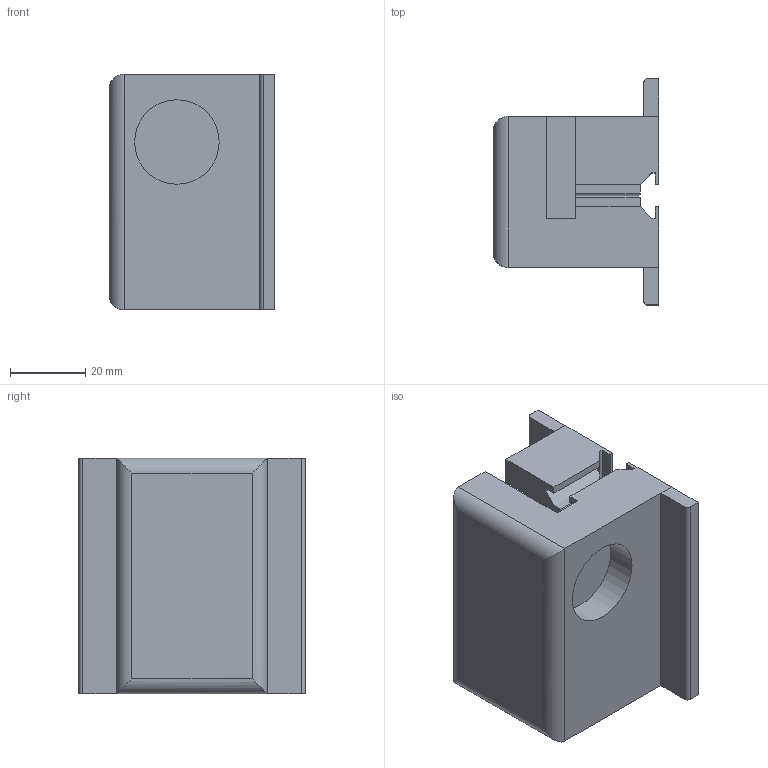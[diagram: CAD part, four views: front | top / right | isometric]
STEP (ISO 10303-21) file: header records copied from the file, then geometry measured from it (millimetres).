
FILE_DESCRIPTION(('FreeCAD Model'),'2;1');
FILE_NAME('Open CASCADE Shape Model','2022-06-15T14:29:21',('Author'),( ''),'Open CASCADE STEP processor 7.5','FreeCAD','Unknown');
FILE_SCHEMA(('AUTOMOTIVE_DESIGN { 1 0 10303 214 1 1 1 1 }'));
Length unit declared in the file: millimetre
Products named in the file (1): Joint 2
Bounding box: 44 x 60 x 62.5 mm (x, y, z)
Volume: 81903.3 mm3; surface area: 21878.5 mm2
Topology: 1 solids, 1 shells, 71 faces, 176 edges, 112 vertices
Faces by surface type: plane 60, cylinder 11
Full cylindrical faces by diameter (mm): 2 x2, 2.2 x2, 22.4 x1
Entity records: 4371 total; most frequent: CARTESIAN_POINT 886, DIRECTION 607, LINE 420, VECTOR 420, ORIENTED_EDGE 352, PCURVE 352, DEFINITIONAL_REPRESENTATION 352, EDGE_CURVE 176
